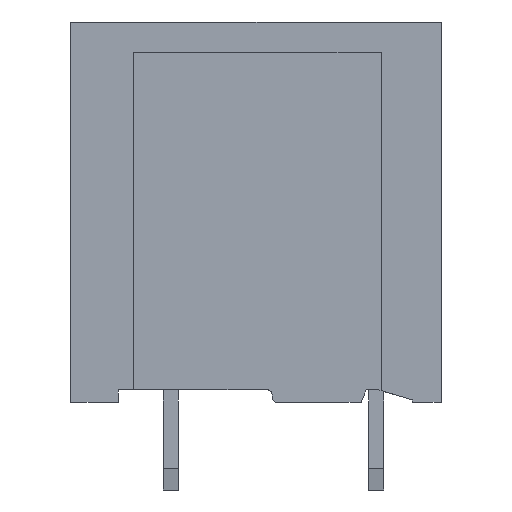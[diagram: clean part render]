
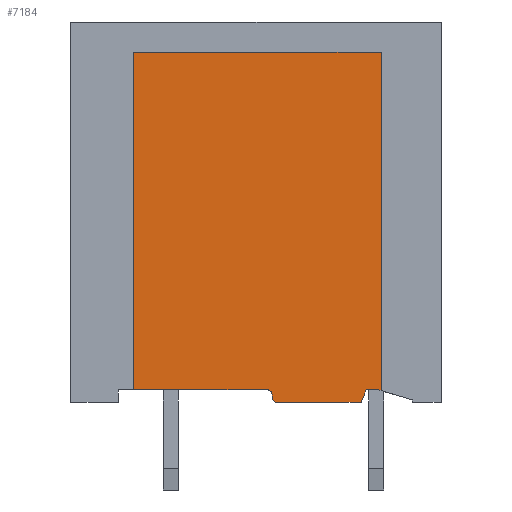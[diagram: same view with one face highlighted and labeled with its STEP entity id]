
A CAD part, left-side view. The second image highlights one B-rep face of the part: STEP entity #7184.
In plain terms, the highlighted planar face has unit normal (-1, 0, 0).
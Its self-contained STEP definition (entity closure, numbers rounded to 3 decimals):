
#7034=AXIS2_PLACEMENT_3D('Circle Axis2P3D',#7032,#7033,$) ;
#7075=AXIS2_PLACEMENT_3D('Circle Axis2P3D',#7073,#7074,$) ;
#7164=AXIS2_PLACEMENT_3D('Plane Axis2P3D',#7161,#7162,#7163) ;
#6929=CARTESIAN_POINT('Vertex',(1.1,2.5,4.)) ;
#6936=CARTESIAN_POINT('Vertex',(1.1,2.4,3.97)) ;
#6939=CARTESIAN_POINT('Line Origine',(1.1,2.45,3.985)) ;
#6962=CARTESIAN_POINT('Vertex',(1.1,3.,4.)) ;
#6965=CARTESIAN_POINT('Line Origine',(1.1,2.75,4.)) ;
#6986=CARTESIAN_POINT('Vertex',(1.1,3.2,3.5)) ;
#6989=CARTESIAN_POINT('Line Origine',(1.1,3.1,3.75)) ;
#7005=CARTESIAN_POINT('Vertex',(1.1,6.55,3.5)) ;
#7008=CARTESIAN_POINT('Line Origine',(1.1,4.875,3.5)) ;
#7029=CARTESIAN_POINT('Vertex',(1.1,6.75,3.7)) ;
#7032=CARTESIAN_POINT('Axis2P3D Location',(1.1,6.55,3.7)) ;
#7053=CARTESIAN_POINT('Vertex',(1.1,6.75,3.8)) ;
#7056=CARTESIAN_POINT('Line Origine',(1.1,6.75,3.75)) ;
#7073=CARTESIAN_POINT('Axis2P3D Location',(1.1,6.95,3.8)) ;
#7077=CARTESIAN_POINT('Vertex',(1.1,6.95,4.)) ;
#7092=CARTESIAN_POINT('Line Origine',(1.1,9.625,4.)) ;
#7096=CARTESIAN_POINT('Vertex',(1.1,12.3,4.)) ;
#7122=CARTESIAN_POINT('Vertex',(1.1,12.3,17.5)) ;
#7125=CARTESIAN_POINT('Line Origine',(1.1,7.35,17.5)) ;
#7129=CARTESIAN_POINT('Vertex',(1.1,2.4,17.5)) ;
#7149=CARTESIAN_POINT('Line Origine',(1.1,12.3,10.75)) ;
#7161=CARTESIAN_POINT('Axis2P3D Location',(1.1,2.4,0.)) ;
#7166=CARTESIAN_POINT('Line Origine',(1.1,2.4,10.735)) ;
#6940=DIRECTION('Vector Direction',(0.,-0.959,-0.284)) ;
#6966=DIRECTION('Vector Direction',(0.,1.,0.)) ;
#6990=DIRECTION('Vector Direction',(0.,-0.371,0.928)) ;
#7009=DIRECTION('Vector Direction',(0.,1.,0.)) ;
#7033=DIRECTION('Axis2P3D Direction',(-1.,0.,0.)) ;
#7057=DIRECTION('Vector Direction',(0.,0.,1.)) ;
#7074=DIRECTION('Axis2P3D Direction',(-1.,0.,0.)) ;
#7093=DIRECTION('Vector Direction',(0.,1.,0.)) ;
#7126=DIRECTION('Vector Direction',(0.,1.,0.)) ;
#7150=DIRECTION('Vector Direction',(0.,0.,1.)) ;
#7162=DIRECTION('Axis2P3D Direction',(1.,0.,0.)) ;
#7163=DIRECTION('Axis2P3D XDirection',(0.,1.,0.)) ;
#7167=DIRECTION('Vector Direction',(0.,0.,1.)) ;
#6941=VECTOR('Line Direction',#6940,1.) ;
#6967=VECTOR('Line Direction',#6966,1.) ;
#6991=VECTOR('Line Direction',#6990,1.) ;
#7010=VECTOR('Line Direction',#7009,1.) ;
#7058=VECTOR('Line Direction',#7057,1.) ;
#7094=VECTOR('Line Direction',#7093,1.) ;
#7127=VECTOR('Line Direction',#7126,1.) ;
#7151=VECTOR('Line Direction',#7150,1.) ;
#7168=VECTOR('Line Direction',#7167,1.) ;
#7172=ORIENTED_EDGE('',*,*,#6993,.T.) ;
#7173=ORIENTED_EDGE('',*,*,#6969,.F.) ;
#7174=ORIENTED_EDGE('',*,*,#6943,.T.) ;
#7175=ORIENTED_EDGE('',*,*,#7170,.T.) ;
#7176=ORIENTED_EDGE('',*,*,#7131,.F.) ;
#7177=ORIENTED_EDGE('',*,*,#7153,.F.) ;
#7178=ORIENTED_EDGE('',*,*,#7098,.F.) ;
#7179=ORIENTED_EDGE('',*,*,#7079,.T.) ;
#7180=ORIENTED_EDGE('',*,*,#7060,.F.) ;
#7181=ORIENTED_EDGE('',*,*,#7036,.F.) ;
#7182=ORIENTED_EDGE('',*,*,#7012,.T.) ;
#7184=ADVANCED_FACE('_LMFS 5.00/11/180  3.5SN OR BX 1330540000',(#7183),#7165,.F.) ;
#7035=CIRCLE('generated circle',#7034,0.2) ;
#7076=CIRCLE('generated circle',#7075,0.2) ;
#6943=EDGE_CURVE('',#6930,#6937,#6942,.T.) ;
#6969=EDGE_CURVE('',#6930,#6963,#6968,.T.) ;
#6993=EDGE_CURVE('',#6987,#6963,#6992,.T.) ;
#7012=EDGE_CURVE('',#7006,#6987,#7011,.F.) ;
#7036=EDGE_CURVE('',#7006,#7030,#7035,.F.) ;
#7060=EDGE_CURVE('',#7030,#7054,#7059,.T.) ;
#7079=EDGE_CURVE('',#7078,#7054,#7076,.F.) ;
#7098=EDGE_CURVE('',#7078,#7097,#7095,.T.) ;
#7131=EDGE_CURVE('',#7123,#7130,#7128,.F.) ;
#7153=EDGE_CURVE('',#7097,#7123,#7152,.T.) ;
#7170=EDGE_CURVE('',#6937,#7130,#7169,.T.) ;
#7171=EDGE_LOOP('',(#7172,#7173,#7174,#7175,#7176,#7177,#7178,#7179,#7180,#7181,#7182)) ;
#7183=FACE_OUTER_BOUND('',#7171,.T.) ;
#6942=LINE('Line',#6939,#6941) ;
#6968=LINE('Line',#6965,#6967) ;
#6992=LINE('Line',#6989,#6991) ;
#7011=LINE('Line',#7008,#7010) ;
#7059=LINE('Line',#7056,#7058) ;
#7095=LINE('Line',#7092,#7094) ;
#7128=LINE('Line',#7125,#7127) ;
#7152=LINE('Line',#7149,#7151) ;
#7169=LINE('Line',#7166,#7168) ;
#7165=PLANE('',#7164) ;
#6930=VERTEX_POINT('',#6929) ;
#6937=VERTEX_POINT('',#6936) ;
#6963=VERTEX_POINT('',#6962) ;
#6987=VERTEX_POINT('',#6986) ;
#7006=VERTEX_POINT('',#7005) ;
#7030=VERTEX_POINT('',#7029) ;
#7054=VERTEX_POINT('',#7053) ;
#7078=VERTEX_POINT('',#7077) ;
#7097=VERTEX_POINT('',#7096) ;
#7123=VERTEX_POINT('',#7122) ;
#7130=VERTEX_POINT('',#7129) ;
